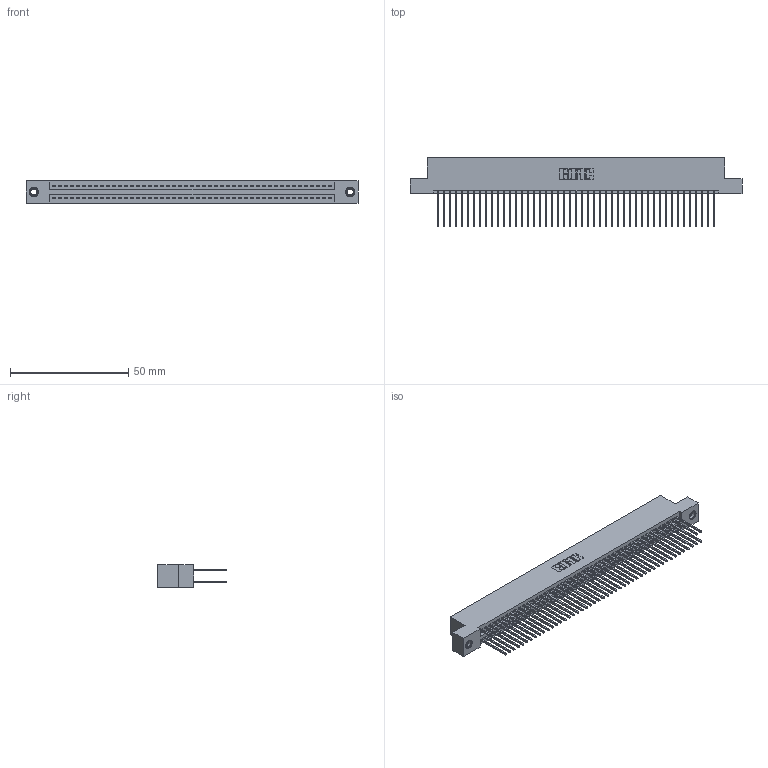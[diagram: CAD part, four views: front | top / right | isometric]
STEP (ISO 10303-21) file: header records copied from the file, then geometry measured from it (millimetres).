
FILE_DESCRIPTION (( 'STEP AP203' ), '1' );
FILE_NAME ('395-094-540-207.STEP', '2019-10-25T21:50:37', ( '' ), ( '' ), 'SwSTEP 2.0', 'SolidWorks 2016', '' );
FILE_SCHEMA (( 'CONFIG_CONTROL_DESIGN' ));
Length unit declared in the file: inch
Products named in the file (4): 395-094-540-207; 345 Part_Flush Mounting Lugs - 0.156 Dia-TI; 345-292-001_345-293-140; 345-250-001_345-250-005-103
Assembly tree (97 placements, depth 2):
  395-094-540-207
    345 Part_Flush Mounting Lugs - 0.156 Dia-TI
    345-292-001_345-293-140  x94
    345-250-001_345-250-005-103  x2
Bounding box: 140.59 x 29.13 x 9.4 mm (x, y, z)
Volume: 14046.2 mm3; surface area: 22540.6 mm2
Topology: 97 solids, 97 shells, 4886 faces, 14483 edges, 9522 vertices
Faces by surface type: plane 3214, cylinder 1656, cone 12, torus 4
Entity records: 37408 total; most frequent: CARTESIAN_POINT 6247, ORIENTED_EDGE 6174, DIRECTION 5529, EDGE_CURVE 3087, LINE 2747, VECTOR 2747, VERTEX_POINT 2052, AXIS2_PLACEMENT_3D 1391
